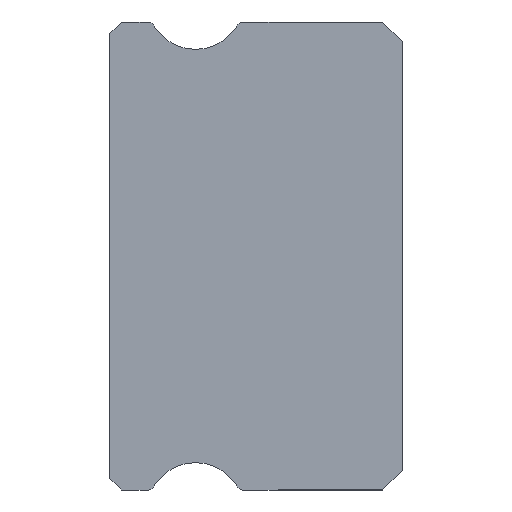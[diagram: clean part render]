
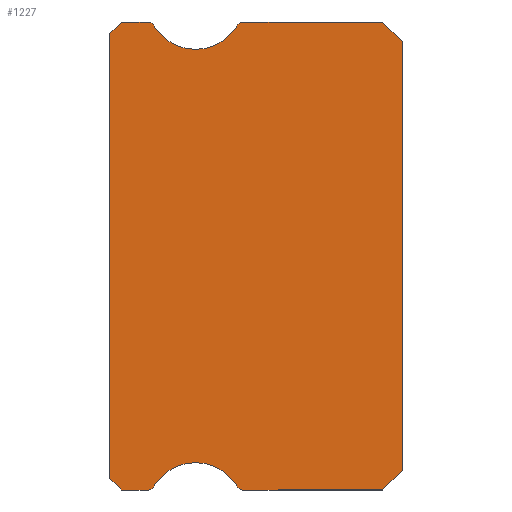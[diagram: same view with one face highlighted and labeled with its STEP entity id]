
A CAD part, left-side view. The second image highlights one B-rep face of the part: STEP entity #1227.
In plain terms, the highlighted planar face has unit normal (-1, 0, 0).
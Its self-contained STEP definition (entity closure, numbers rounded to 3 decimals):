
#2 = CARTESIAN_POINT ( 'NONE',  ( -7.5, 6.512, -6. ) ) ;
#7 = FACE_OUTER_BOUND ( 'NONE', #1530, .T. ) ;
#9 = EDGE_CURVE ( 'NONE', #1457, #1170, #805, .T. ) ;
#18 = VERTEX_POINT ( 'NONE', #790 ) ;
#25 = CARTESIAN_POINT ( 'NONE',  ( -7.5, 7.2, -6. ) ) ;
#51 = ORIENTED_EDGE ( 'NONE', *, *, #885, .F. ) ;
#83 = AXIS2_PLACEMENT_3D ( 'NONE', #576, #211, #1308 ) ;
#93 = CARTESIAN_POINT ( 'NONE',  ( -7.5, 7.2, 6. ) ) ;
#94 = ORIENTED_EDGE ( 'NONE', *, *, #585, .T. ) ;
#131 = VERTEX_POINT ( 'NONE', #1590 ) ;
#133 = CARTESIAN_POINT ( 'NONE',  ( -7.5, 4.217, -5.925 ) ) ;
#134 = ORIENTED_EDGE ( 'NONE', *, *, #1429, .T. ) ;
#139 = VERTEX_POINT ( 'NONE', #1521 ) ;
#146 = CARTESIAN_POINT ( 'NONE',  ( -7.5, 6.512, -6. ) ) ;
#148 = CARTESIAN_POINT ( 'NONE',  ( -7.5, 5.3, 5.3 ) ) ;
#156 = CIRCLE ( 'NONE', #1151, 0.15 ) ;
#160 = VERTEX_POINT ( 'NONE', #25 ) ;
#161 = VECTOR ( 'NONE', #1367, 1000. ) ;
#180 = EDGE_CURVE ( 'NONE', #202, #859, #604, .T. ) ;
#186 = CARTESIAN_POINT ( 'NONE',  ( -7.5, 7.2, 6. ) ) ;
#193 = LINE ( 'NONE', #945, #685 ) ;
#197 = DIRECTION ( 'NONE',  ( -1., 0., 0. ) ) ;
#202 = VERTEX_POINT ( 'NONE', #1526 ) ;
#211 = DIRECTION ( 'NONE',  ( 1., 0., 0. ) ) ;
#216 = CARTESIAN_POINT ( 'NONE',  ( -7.5, 5.3, -6.55 ) ) ;
#230 = EDGE_CURVE ( 'NONE', #139, #279, #156, .T. ) ;
#253 = DIRECTION ( 'NONE',  ( -1., 0., 0. ) ) ;
#269 = CARTESIAN_POINT ( 'NONE',  ( -7.5, 0.5, -6. ) ) ;
#275 = LINE ( 'NONE', #880, #161 ) ;
#276 = DIRECTION ( 'NONE',  ( 1., 0., 0. ) ) ;
#279 = VERTEX_POINT ( 'NONE', #1574 ) ;
#286 = ORIENTED_EDGE ( 'NONE', *, *, #1011, .F. ) ;
#294 = DIRECTION ( 'NONE',  ( 0., -0.707, -0.707 ) ) ;
#298 = EDGE_CURVE ( 'NONE', #18, #1065, #464, .T. ) ;
#316 = CIRCLE ( 'NONE', #710, 1.25 ) ;
#317 = DIRECTION ( 'NONE',  ( -1., 0., 0. ) ) ;
#318 = ORIENTED_EDGE ( 'NONE', *, *, #9, .T. ) ;
#319 = VECTOR ( 'NONE', #1520, 1000. ) ;
#320 = CARTESIAN_POINT ( 'NONE',  ( -7.5, 7.5, 5.7 ) ) ;
#341 = ORIENTED_EDGE ( 'NONE', *, *, #1009, .F. ) ;
#362 = VECTOR ( 'NONE', #1449, 1000. ) ;
#389 = VECTOR ( 'NONE', #503, 1000. ) ;
#390 = AXIS2_PLACEMENT_3D ( 'NONE', #682, #197, #697 ) ;
#410 = CARTESIAN_POINT ( 'NONE',  ( -7.5, 6.512, 6. ) ) ;
#416 = VECTOR ( 'NONE', #1092, 1000. ) ;
#426 = ORIENTED_EDGE ( 'NONE', *, *, #988, .F. ) ;
#434 = VERTEX_POINT ( 'NONE', #522 ) ;
#464 = LINE ( 'NONE', #1352, #1277 ) ;
#468 = VECTOR ( 'NONE', #962, 1000. ) ;
#472 = EDGE_CURVE ( 'NONE', #1445, #202, #750, .T. ) ;
#480 = DIRECTION ( 'NONE',  ( 0., 0., 1. ) ) ;
#494 = CIRCLE ( 'NONE', #390, 1.25 ) ;
#503 = DIRECTION ( 'NONE',  ( 0., 1., 0. ) ) ;
#514 = DIRECTION ( 'NONE',  ( 1., 0., 0. ) ) ;
#522 = CARTESIAN_POINT ( 'NONE',  ( -7.5, 0., 5.5 ) ) ;
#555 = ORIENTED_EDGE ( 'NONE', *, *, #1059, .F. ) ;
#576 = CARTESIAN_POINT ( 'NONE',  ( -7.5, 6.512, 5.85 ) ) ;
#581 = VECTOR ( 'NONE', #1311, 1000. ) ;
#582 = AXIS2_PLACEMENT_3D ( 'NONE', #1515, #276, #1494 ) ;
#583 = DIRECTION ( 'NONE',  ( 0., 0., -1. ) ) ;
#585 = EDGE_CURVE ( 'NONE', #1170, #1065, #679, .T. ) ;
#589 = CARTESIAN_POINT ( 'NONE',  ( -7.5, 4.088, 5.85 ) ) ;
#604 = CIRCLE ( 'NONE', #1326, 0.15 ) ;
#642 = DIRECTION ( 'NONE',  ( 1., 0., 0. ) ) ;
#679 = LINE ( 'NONE', #1416, #581 ) ;
#680 = VECTOR ( 'NONE', #294, 1000. ) ;
#682 = CARTESIAN_POINT ( 'NONE',  ( -7.5, 5.3, 6.55 ) ) ;
#685 = VECTOR ( 'NONE', #834, 1000. ) ;
#697 = DIRECTION ( 'NONE',  ( 0., 0., -1. ) ) ;
#707 = VERTEX_POINT ( 'NONE', #1594 ) ;
#710 = AXIS2_PLACEMENT_3D ( 'NONE', #866, #253, #1364 ) ;
#736 = CARTESIAN_POINT ( 'NONE',  ( -7.5, 6.383, 5.925 ) ) ;
#750 = LINE ( 'NONE', #2, #389 ) ;
#777 = DIRECTION ( 'NONE',  ( 0., 0., -1. ) ) ;
#787 = CIRCLE ( 'NONE', #83, 0.15 ) ;
#790 = CARTESIAN_POINT ( 'NONE',  ( -7.5, 7.5, -5.7 ) ) ;
#805 = LINE ( 'NONE', #186, #319 ) ;
#819 = VERTEX_POINT ( 'NONE', #736 ) ;
#834 = DIRECTION ( 'NONE',  ( 0., 0.707, -0.707 ) ) ;
#837 = EDGE_CURVE ( 'NONE', #1406, #139, #316, .T. ) ;
#854 = AXIS2_PLACEMENT_3D ( 'NONE', #216, #317, #583 ) ;
#859 = VERTEX_POINT ( 'NONE', #133 ) ;
#866 = CARTESIAN_POINT ( 'NONE',  ( -7.5, 5.3, 6.55 ) ) ;
#880 = CARTESIAN_POINT ( 'NONE',  ( -7.5, 6.512, 6. ) ) ;
#885 = EDGE_CURVE ( 'NONE', #279, #131, #275, .T. ) ;
#890 = CARTESIAN_POINT ( 'NONE',  ( -7.5, 6.383, -5.925 ) ) ;
#906 = CARTESIAN_POINT ( 'NONE',  ( -7.5, 4.088, -5.85 ) ) ;
#945 = CARTESIAN_POINT ( 'NONE',  ( -7.5, 0., -5.5 ) ) ;
#958 = AXIS2_PLACEMENT_3D ( 'NONE', #1221, #642, #777 ) ;
#962 = DIRECTION ( 'NONE',  ( 0., -0.707, -0.707 ) ) ;
#964 = VERTEX_POINT ( 'NONE', #890 ) ;
#978 = EDGE_CURVE ( 'NONE', #160, #707, #1261, .T. ) ;
#988 = EDGE_CURVE ( 'NONE', #1457, #819, #787, .T. ) ;
#989 = ORIENTED_EDGE ( 'NONE', *, *, #472, .F. ) ;
#1009 = EDGE_CURVE ( 'NONE', #131, #434, #1435, .T. ) ;
#1011 = EDGE_CURVE ( 'NONE', #819, #1406, #494, .T. ) ;
#1042 = LINE ( 'NONE', #1533, #680 ) ;
#1059 = EDGE_CURVE ( 'NONE', #1061, #1445, #193, .T. ) ;
#1061 = VERTEX_POINT ( 'NONE', #1206 ) ;
#1065 = VERTEX_POINT ( 'NONE', #320 ) ;
#1092 = DIRECTION ( 'NONE',  ( 0., 0., 1. ) ) ;
#1139 = ORIENTED_EDGE ( 'NONE', *, *, #1529, .F. ) ;
#1145 = PLANE ( 'NONE',  #582 ) ;
#1151 = AXIS2_PLACEMENT_3D ( 'NONE', #589, #1230, #1224 ) ;
#1163 = EDGE_CURVE ( 'NONE', #964, #707, #1569, .T. ) ;
#1170 = VERTEX_POINT ( 'NONE', #93 ) ;
#1206 = CARTESIAN_POINT ( 'NONE',  ( -7.5, 0., -5.5 ) ) ;
#1221 = CARTESIAN_POINT ( 'NONE',  ( -7.5, 6.512, -5.85 ) ) ;
#1224 = DIRECTION ( 'NONE',  ( 0., 0., -1. ) ) ;
#1227 = ADVANCED_FACE ( 'NONE', ( #7 ), #1145, .F. ) ;
#1230 = DIRECTION ( 'NONE',  ( 1., 0., 0. ) ) ;
#1261 = LINE ( 'NONE', #146, #362 ) ;
#1277 = VECTOR ( 'NONE', #480, 1000. ) ;
#1286 = ORIENTED_EDGE ( 'NONE', *, *, #230, .F. ) ;
#1308 = DIRECTION ( 'NONE',  ( 0., 0., -1. ) ) ;
#1311 = DIRECTION ( 'NONE',  ( 0., 0.707, -0.707 ) ) ;
#1326 = AXIS2_PLACEMENT_3D ( 'NONE', #906, #514, #1407 ) ;
#1352 = CARTESIAN_POINT ( 'NONE',  ( -7.5, 7.5, 5.85 ) ) ;
#1364 = DIRECTION ( 'NONE',  ( 0., 0., -1. ) ) ;
#1367 = DIRECTION ( 'NONE',  ( 0., -1., 0. ) ) ;
#1406 = VERTEX_POINT ( 'NONE', #148 ) ;
#1407 = DIRECTION ( 'NONE',  ( 0., 0., -1. ) ) ;
#1410 = ORIENTED_EDGE ( 'NONE', *, *, #1163, .F. ) ;
#1413 = ORIENTED_EDGE ( 'NONE', *, *, #180, .F. ) ;
#1416 = CARTESIAN_POINT ( 'NONE',  ( -7.5, 7.5, 5.7 ) ) ;
#1429 = EDGE_CURVE ( 'NONE', #18, #160, #1042, .T. ) ;
#1431 = CARTESIAN_POINT ( 'NONE',  ( -7.5, 0., 5.5 ) ) ;
#1435 = LINE ( 'NONE', #1547, #468 ) ;
#1445 = VERTEX_POINT ( 'NONE', #269 ) ;
#1449 = DIRECTION ( 'NONE',  ( 0., -1., 0. ) ) ;
#1455 = LINE ( 'NONE', #1431, #416 ) ;
#1457 = VERTEX_POINT ( 'NONE', #410 ) ;
#1484 = ORIENTED_EDGE ( 'NONE', *, *, #837, .F. ) ;
#1494 = DIRECTION ( 'NONE',  ( 0., 0., -1. ) ) ;
#1515 = CARTESIAN_POINT ( 'NONE',  ( -7.5, 6.512, 5.85 ) ) ;
#1520 = DIRECTION ( 'NONE',  ( 0., 1., 0. ) ) ;
#1521 = CARTESIAN_POINT ( 'NONE',  ( -7.5, 4.217, 5.925 ) ) ;
#1526 = CARTESIAN_POINT ( 'NONE',  ( -7.5, 4.088, -6. ) ) ;
#1529 = EDGE_CURVE ( 'NONE', #859, #964, #1557, .T. ) ;
#1530 = EDGE_LOOP ( 'NONE', ( #94, #1553, #134, #1570, #1410, #1139, #1413, #989, #555, #1565, #341, #51, #1286, #1484, #286, #426, #318 ) ) ;
#1533 = CARTESIAN_POINT ( 'NONE',  ( -7.5, 7.2, -6. ) ) ;
#1547 = CARTESIAN_POINT ( 'NONE',  ( -7.5, 0.5, 6. ) ) ;
#1550 = EDGE_CURVE ( 'NONE', #1061, #434, #1455, .T. ) ;
#1553 = ORIENTED_EDGE ( 'NONE', *, *, #298, .F. ) ;
#1557 = CIRCLE ( 'NONE', #854, 1.25 ) ;
#1565 = ORIENTED_EDGE ( 'NONE', *, *, #1550, .T. ) ;
#1569 = CIRCLE ( 'NONE', #958, 0.15 ) ;
#1570 = ORIENTED_EDGE ( 'NONE', *, *, #978, .T. ) ;
#1574 = CARTESIAN_POINT ( 'NONE',  ( -7.5, 4.088, 6. ) ) ;
#1590 = CARTESIAN_POINT ( 'NONE',  ( -7.5, 0.5, 6. ) ) ;
#1594 = CARTESIAN_POINT ( 'NONE',  ( -7.5, 6.512, -6. ) ) ;
